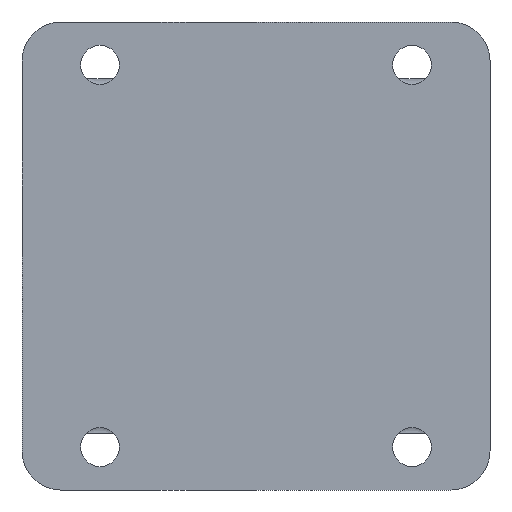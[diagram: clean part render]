
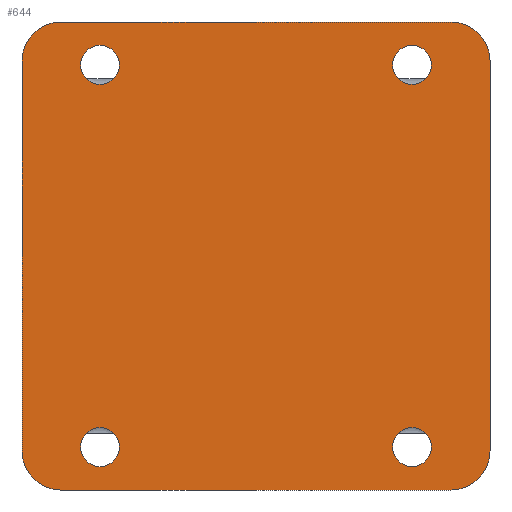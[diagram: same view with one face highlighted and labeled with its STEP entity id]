
A CAD part, front view. The second image highlights one B-rep face of the part: STEP entity #644.
In plain terms, the highlighted planar face has unit normal (0, -1, 0).
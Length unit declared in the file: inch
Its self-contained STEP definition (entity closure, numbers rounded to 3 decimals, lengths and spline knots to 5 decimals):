
#27=FACE_BOUND('',#251,.T.);
#28=FACE_BOUND('',#252,.T.);
#29=FACE_BOUND('',#253,.T.);
#30=FACE_BOUND('',#254,.T.);
#57=LINE('',#1076,#123);
#60=LINE('',#1084,#126);
#63=LINE('',#1093,#129);
#90=LINE('',#1154,#156);
#123=VECTOR('',#781,0.3937);
#126=VECTOR('',#790,0.3937);
#129=VECTOR('',#799,0.3937);
#156=VECTOR('',#858,0.3937);
#182=PLANE('',#710);
#214=FACE_OUTER_BOUND('',#250,.T.);
#250=EDGE_LOOP('',(#597,#598,#599,#600,#601,#602,#603,#604));
#251=EDGE_LOOP('',(#605));
#252=EDGE_LOOP('',(#606));
#253=EDGE_LOOP('',(#607));
#254=EDGE_LOOP('',(#608));
#267=CIRCLE('',#678,0.25);
#268=CIRCLE('',#681,0.25);
#269=CIRCLE('',#684,0.25);
#270=CIRCLE('',#687,0.25);
#271=CIRCLE('',#689,0.125);
#272=CIRCLE('',#691,0.125);
#273=CIRCLE('',#693,0.125);
#274=CIRCLE('',#695,0.125);
#303=VERTEX_POINT('',#1047);
#304=VERTEX_POINT('',#1049);
#315=VERTEX_POINT('',#1074);
#316=VERTEX_POINT('',#1078);
#317=VERTEX_POINT('',#1082);
#318=VERTEX_POINT('',#1086);
#319=VERTEX_POINT('',#1087);
#320=VERTEX_POINT('',#1092);
#331=VERTEX_POINT('',#1119);
#332=VERTEX_POINT('',#1123);
#333=VERTEX_POINT('',#1127);
#334=VERTEX_POINT('',#1131);
#368=EDGE_CURVE('',#303,#304,#267,.T.);
#382=EDGE_CURVE('',#303,#315,#57,.T.);
#384=EDGE_CURVE('',#316,#315,#268,.T.);
#386=EDGE_CURVE('',#316,#317,#60,.T.);
#387=EDGE_CURVE('',#318,#319,#269,.T.);
#390=EDGE_CURVE('',#319,#320,#63,.T.);
#403=EDGE_CURVE('',#320,#317,#270,.T.);
#405=EDGE_CURVE('',#331,#331,#271,.T.);
#407=EDGE_CURVE('',#332,#332,#272,.T.);
#409=EDGE_CURVE('',#333,#333,#273,.T.);
#411=EDGE_CURVE('',#334,#334,#274,.T.);
#422=EDGE_CURVE('',#304,#318,#90,.T.);
#597=ORIENTED_EDGE('',*,*,#368,.F.);
#598=ORIENTED_EDGE('',*,*,#382,.T.);
#599=ORIENTED_EDGE('',*,*,#384,.F.);
#600=ORIENTED_EDGE('',*,*,#386,.T.);
#601=ORIENTED_EDGE('',*,*,#403,.F.);
#602=ORIENTED_EDGE('',*,*,#390,.F.);
#603=ORIENTED_EDGE('',*,*,#387,.F.);
#604=ORIENTED_EDGE('',*,*,#422,.F.);
#605=ORIENTED_EDGE('',*,*,#405,.T.);
#606=ORIENTED_EDGE('',*,*,#407,.T.);
#607=ORIENTED_EDGE('',*,*,#409,.T.);
#608=ORIENTED_EDGE('',*,*,#411,.T.);
#644=ADVANCED_FACE('',(#214,#27,#28,#29,#30),#182,.T.);
#678=AXIS2_PLACEMENT_3D('',#1050,#764,#765);
#681=AXIS2_PLACEMENT_3D('',#1080,#785,#786);
#684=AXIS2_PLACEMENT_3D('',#1088,#793,#794);
#687=AXIS2_PLACEMENT_3D('',#1117,#814,#815);
#689=AXIS2_PLACEMENT_3D('',#1121,#819,#820);
#691=AXIS2_PLACEMENT_3D('',#1125,#824,#825);
#693=AXIS2_PLACEMENT_3D('',#1129,#829,#830);
#695=AXIS2_PLACEMENT_3D('',#1133,#834,#835);
#710=AXIS2_PLACEMENT_3D('',#1169,#881,#882);
#764=DIRECTION('center_axis',(0.,1.,0.));
#765=DIRECTION('ref_axis',(-0.707,0.,0.707));
#781=DIRECTION('',(0.,0.,-1.));
#785=DIRECTION('center_axis',(0.,1.,0.));
#786=DIRECTION('ref_axis',(-0.707,0.,-0.707));
#790=DIRECTION('',(1.,0.,0.));
#793=DIRECTION('center_axis',(0.,1.,0.));
#794=DIRECTION('ref_axis',(0.707,0.,0.707));
#799=DIRECTION('',(0.,0.,-1.));
#814=DIRECTION('center_axis',(0.,1.,0.));
#815=DIRECTION('ref_axis',(0.707,0.,-0.707));
#819=DIRECTION('center_axis',(0.,1.,0.));
#820=DIRECTION('ref_axis',(-1.,0.,0.));
#824=DIRECTION('center_axis',(0.,1.,0.));
#825=DIRECTION('ref_axis',(-1.,0.,0.));
#829=DIRECTION('center_axis',(0.,1.,0.));
#830=DIRECTION('ref_axis',(-1.,0.,0.));
#834=DIRECTION('center_axis',(0.,1.,0.));
#835=DIRECTION('ref_axis',(-1.,0.,0.));
#858=DIRECTION('',(1.,0.,0.));
#881=DIRECTION('center_axis',(0.,-1.,0.));
#882=DIRECTION('ref_axis',(0.,0.,-1.));
#1047=CARTESIAN_POINT('',(0.,0.,-0.25));
#1049=CARTESIAN_POINT('',(0.25,0.,0.));
#1050=CARTESIAN_POINT('Origin',(0.25,0.,-0.25));
#1074=CARTESIAN_POINT('',(0.,0.,-2.75));
#1076=CARTESIAN_POINT('',(0.,0.,0.));
#1078=CARTESIAN_POINT('',(0.25,0.,-3.));
#1080=CARTESIAN_POINT('Origin',(0.25,0.,-2.75));
#1082=CARTESIAN_POINT('',(2.75,0.,-3.));
#1084=CARTESIAN_POINT('',(0.,0.,-3.));
#1086=CARTESIAN_POINT('',(2.75,0.,0.));
#1087=CARTESIAN_POINT('',(3.,0.,-0.25));
#1088=CARTESIAN_POINT('Origin',(2.75,0.,-0.25));
#1092=CARTESIAN_POINT('',(3.,0.,-2.75));
#1093=CARTESIAN_POINT('',(3.,0.,0.));
#1117=CARTESIAN_POINT('Origin',(2.75,0.,-2.75));
#1119=CARTESIAN_POINT('',(2.625,0.,-0.275));
#1121=CARTESIAN_POINT('Origin',(2.5,0.,-0.275));
#1123=CARTESIAN_POINT('',(0.625,0.,-2.725));
#1125=CARTESIAN_POINT('Origin',(0.5,0.,-2.725));
#1127=CARTESIAN_POINT('',(2.625,0.,-2.725));
#1129=CARTESIAN_POINT('Origin',(2.5,0.,-2.725));
#1131=CARTESIAN_POINT('',(0.625,0.,-0.275));
#1133=CARTESIAN_POINT('Origin',(0.5,0.,
-0.275));
#1154=CARTESIAN_POINT('',(0.,0.,0.));
#1169=CARTESIAN_POINT('Origin',(0.,0.,0.));
